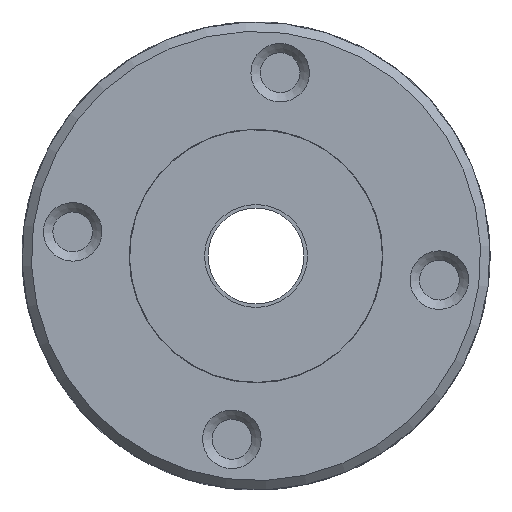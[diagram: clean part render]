
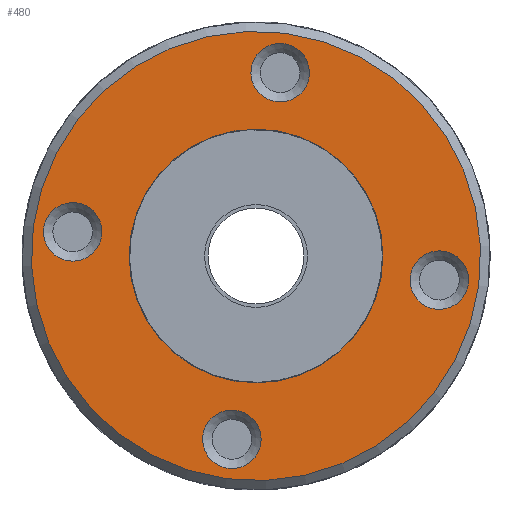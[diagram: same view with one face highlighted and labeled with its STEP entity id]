
A CAD part, left-side view. The second image highlights one B-rep face of the part: STEP entity #480.
In plain terms, the highlighted planar face has unit normal (-1, 0, 0).
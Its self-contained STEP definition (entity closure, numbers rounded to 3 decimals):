
#480 = ADVANCED_FACE( '', ( #1331, #1332, #1333, #1334, #1335, #1336 ), #1337, .T. );
#1331 = FACE_OUTER_BOUND( '', #2746, .T. );
#1332 = FACE_BOUND( '', #2747, .T. );
#1333 = FACE_BOUND( '', #2748, .T. );
#1334 = FACE_BOUND( '', #2749, .T. );
#1335 = FACE_BOUND( '', #2750, .T. );
#1336 = FACE_BOUND( '', #2751, .T. );
#1337 = PLANE( '', #2752 );
#2746 = EDGE_LOOP( '', ( #4293 ) );
#2747 = EDGE_LOOP( '', ( #4294 ) );
#2748 = EDGE_LOOP( '', ( #4295 ) );
#2749 = EDGE_LOOP( '', ( #4296 ) );
#2750 = EDGE_LOOP( '', ( #4297 ) );
#2751 = EDGE_LOOP( '', ( #4298 ) );
#2752 = AXIS2_PLACEMENT_3D( '', #4299, #4300, #4301 );
#4293 = ORIENTED_EDGE( '', *, *, #7429, .T. );
#4294 = ORIENTED_EDGE( '', *, *, #7372, .T. );
#4295 = ORIENTED_EDGE( '', *, *, #7430, .T. );
#4296 = ORIENTED_EDGE( '', *, *, #7431, .T. );
#4297 = ORIENTED_EDGE( '', *, *, #7432, .T. );
#4298 = ORIENTED_EDGE( '', *, *, #7433, .T. );
#4299 = CARTESIAN_POINT( '', ( -68., -3.537, 26.868 ) );
#4300 = DIRECTION( '', ( -1., 0., 0. ) );
#4301 = DIRECTION( '', ( 0., -0.131, 0.991 ) );
#7372 = EDGE_CURVE( '', #8671, #8671, #8672, .T. );
#7429 = EDGE_CURVE( '', #8768, #8768, #8769, .T. );
#7430 = EDGE_CURVE( '', #8770, #8770, #8771, .T. );
#7431 = EDGE_CURVE( '', #8772, #8772, #8773, .T. );
#7432 = EDGE_CURVE( '', #8774, #8774, #8775, .T. );
#7433 = EDGE_CURVE( '', #8776, #8776, #8777, .F. );
#8671 = VERTEX_POINT( '', #10535 );
#8672 = CIRCLE( '', #10536, 6.25 );
#8768 = VERTEX_POINT( '', #10673 );
#8769 = CIRCLE( '', #10674, 48. );
#8770 = VERTEX_POINT( '', #10675 );
#8771 = CIRCLE( '', #10676, 6.25 );
#8772 = VERTEX_POINT( '', #10677 );
#8773 = CIRCLE( '', #10678, 6.25 );
#8774 = VERTEX_POINT( '', #10679 );
#8775 = CIRCLE( '', #10680, 6.25 );
#8776 = VERTEX_POINT( '', #10681 );
#8777 = CIRCLE( '', #10682, 27.1 );
#10535 = CARTESIAN_POINT( '', ( -68., 38.346, 11.352 ) );
#10536 = AXIS2_PLACEMENT_3D( '', #12895, #12896, #12897 );
#10673 = CARTESIAN_POINT( '', ( -68., -6.265, 47.589 ) );
#10674 = AXIS2_PLACEMENT_3D( '', #12972, #12973, #12974 );
#10675 = CARTESIAN_POINT( '', ( -68., 4.34, -32.966 ) );
#10676 = AXIS2_PLACEMENT_3D( '', #12975, #12976, #12977 );
#10677 = CARTESIAN_POINT( '', ( -68., -39.978, 1.041 ) );
#10678 = AXIS2_PLACEMENT_3D( '', #12978, #12979, #12980 );
#10679 = CARTESIAN_POINT( '', ( -68., -5.972, 45.359 ) );
#10680 = AXIS2_PLACEMENT_3D( '', #12981, #12982, #12983 );
#10681 = CARTESIAN_POINT( '', ( -68., -27.1, 0. ) );
#10682 = AXIS2_PLACEMENT_3D( '', #12984, #12985, #12986 );
#12895 = CARTESIAN_POINT( '', ( -68., 39.162, 5.156 ) );
#12896 = DIRECTION( '', ( 1., 0., 0. ) );
#12897 = DIRECTION( '', ( 0., -0.131, 0.991 ) );
#12972 = CARTESIAN_POINT( '', ( -68., 0., 0. ) );
#12973 = DIRECTION( '', ( -1., 0., 0. ) );
#12974 = DIRECTION( '', ( 0., -0.131, 0.991 ) );
#12975 = CARTESIAN_POINT( '', ( -68., 5.156, -39.162 ) );
#12976 = DIRECTION( '', ( 1., 0., 0. ) );
#12977 = DIRECTION( '', ( 0., -0.131, 0.991 ) );
#12978 = CARTESIAN_POINT( '', ( -68., -39.162, -5.156 ) );
#12979 = DIRECTION( '', ( 1., 0., 0. ) );
#12980 = DIRECTION( '', ( 0., -0.131, 0.991 ) );
#12981 = CARTESIAN_POINT( '', ( -68., -5.156, 39.162 ) );
#12982 = DIRECTION( '', ( 1., 0., 0. ) );
#12983 = DIRECTION( '', ( 0., -0.131, 0.991 ) );
#12984 = CARTESIAN_POINT( '', ( -68., 0., 0. ) );
#12985 = DIRECTION( '', ( -1., 0., 0. ) );
#12986 = DIRECTION( '', ( 0., -1., 0. ) );
